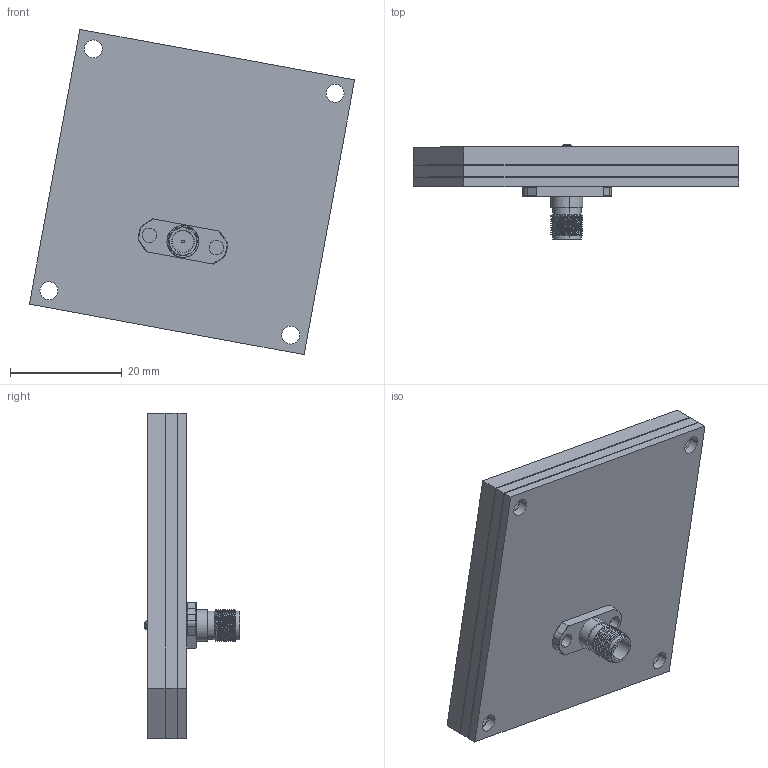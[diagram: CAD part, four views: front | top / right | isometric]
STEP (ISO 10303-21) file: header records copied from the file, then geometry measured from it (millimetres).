
FILE_DESCRIPTION (( 'STEP AP214' ), '1' );
FILE_NAME ('WDMP.2458.A_Web.STEP', '2022-03-15T15:31:43', ( '' ), ( '' ), 'SwSTEP 2.0', 'SolidWorks 2018', '' );
FILE_SCHEMA (( 'AUTOMOTIVE_DESIGN' ));
Length unit declared in the file: millimetre
Products named in the file (1): WDMP.2458.A_Web
Bounding box: 58.22 x 17.09 x 58.22 mm (x, y, z)
Surface area: 11156.5 mm2 (no closed solid volume)
Topology: 0 solids, 57 shells, 346 faces, 2031 edges, 1714 vertices
Faces by surface type: plane 201, cylinder 70, bspline 61, cone 14
Entity records: 30270 total; most frequent: CARTESIAN_POINT 13162, ORIENTED_EDGE 2543, EDGE_CURVE 2029, DIRECTION 1956, VERTEX_POINT 1714, LINE 1066, VECTOR 1066, B_SPLINE_CURVE_WITH_KNOTS 558
